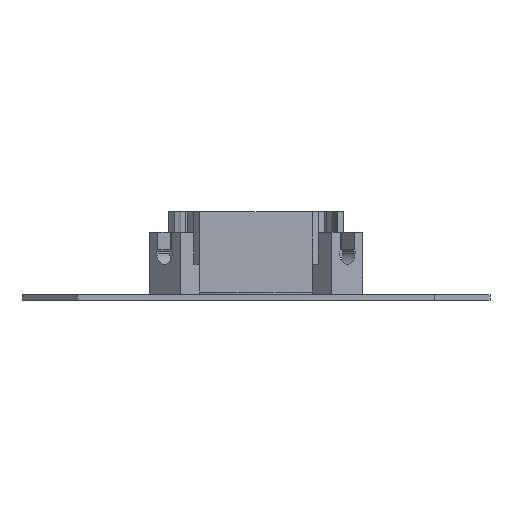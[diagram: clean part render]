
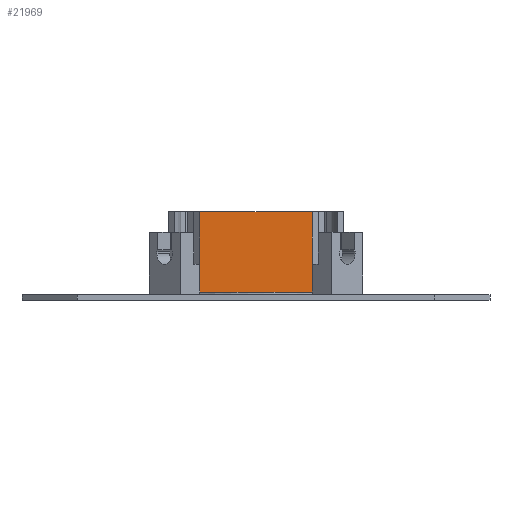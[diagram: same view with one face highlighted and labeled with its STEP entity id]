
A CAD part, left-side view. The second image highlights one B-rep face of the part: STEP entity #21969.
In plain terms, the highlighted planar face has unit normal (-1, 0, 0).
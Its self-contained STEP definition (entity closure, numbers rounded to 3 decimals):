
#883=PLANE('',#23066);
#1907=FACE_OUTER_BOUND('',#3259,.T.);
#3259=EDGE_LOOP('',(#19206,#19207,#19208,#19209,#19210,#19211));
#5951=LINE('',#33342,#8996);
#5958=LINE('',#33357,#9003);
#6220=LINE('',#33886,#9265);
#6221=LINE('',#33889,#9266);
#6222=LINE('',#33891,#9267);
#6223=LINE('',#33892,#9268);
#8996=VECTOR('',#26507,10.);
#9003=VECTOR('',#26526,10.);
#9265=VECTOR('',#27254,10.);
#9266=VECTOR('',#27257,10.);
#9267=VECTOR('',#27258,10.);
#9268=VECTOR('',#27259,10.);
#11801=VERTEX_POINT('',#33336);
#11802=VERTEX_POINT('',#33340);
#11804=VERTEX_POINT('',#33356);
#11809=VERTEX_POINT('',#33811);
#11839=VERTEX_POINT('',#33888);
#11840=VERTEX_POINT('',#33890);
#14225=EDGE_CURVE('',#11802,#11801,#5951,.T.);
#14232=EDGE_CURVE('',#11801,#11804,#5958,.T.);
#14500=EDGE_CURVE('',#11802,#11809,#6220,.T.);
#14501=EDGE_CURVE('',#11809,#11839,#6221,.T.);
#14502=EDGE_CURVE('',#11839,#11840,#6222,.T.);
#14503=EDGE_CURVE('',#11840,#11804,#6223,.T.);
#19206=ORIENTED_EDGE('',*,*,#14500,.T.);
#19207=ORIENTED_EDGE('',*,*,#14501,.T.);
#19208=ORIENTED_EDGE('',*,*,#14502,.T.);
#19209=ORIENTED_EDGE('',*,*,#14503,.T.);
#19210=ORIENTED_EDGE('',*,*,#14232,.F.);
#19211=ORIENTED_EDGE('',*,*,#14225,.F.);
#21969=ADVANCED_FACE('',(#1907),#883,.F.);
#23066=AXIS2_PLACEMENT_3D('',#33887,#27255,#27256);
#26507=DIRECTION('',(0.,0.,1.));
#26526=DIRECTION('',(0.,0.,1.));
#27254=DIRECTION('',(0.,-1.,0.));
#27255=DIRECTION('center_axis',(1.,0.,0.));
#27256=DIRECTION('ref_axis',(0.,1.,0.));
#27257=DIRECTION('',(0.,0.,1.));
#27258=DIRECTION('',(0.,0.,1.));
#27259=DIRECTION('',(0.,1.,0.));
#33336=CARTESIAN_POINT('',(-31.849,20.402,13.));
#33340=CARTESIAN_POINT('',(-31.849,20.402,3.));
#33342=CARTESIAN_POINT('',(-31.849,20.402,0.));
#33356=CARTESIAN_POINT('',(-31.849,20.402,32.));
#33357=CARTESIAN_POINT('',(-31.849,20.402,0.));
#33811=CARTESIAN_POINT('',(-31.849,-20.402,3.));
#33886=CARTESIAN_POINT('',(-31.849,15.301,3.));
#33887=CARTESIAN_POINT('Origin',(-31.849,-20.402,0.));
#33888=CARTESIAN_POINT('',(-31.849,-20.402,13.));
#33889=CARTESIAN_POINT('',(-31.849,-20.402,0.));
#33890=CARTESIAN_POINT('',(-31.849,-20.402,32.));
#33891=CARTESIAN_POINT('',(-31.849,-20.402,0.));
#33892=CARTESIAN_POINT('',(-31.849,-20.402,32.));
